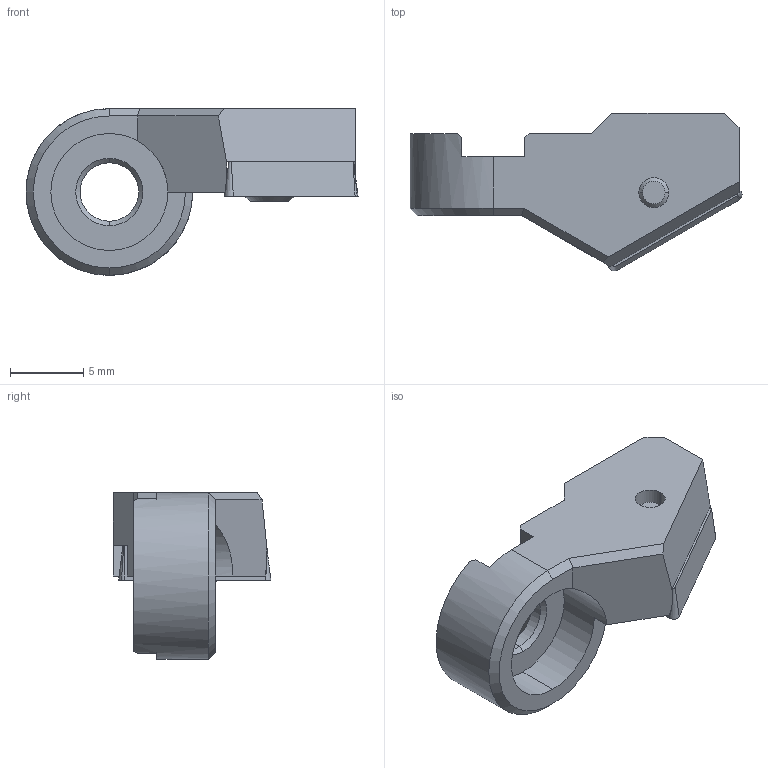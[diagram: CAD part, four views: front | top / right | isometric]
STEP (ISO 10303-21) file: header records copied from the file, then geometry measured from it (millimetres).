
FILE_DESCRIPTION(('no description'),'unknown implementation level');
FILE_NAME('D8DAE82E-2DFA-4861-B519-DBAB73620AE5_export.stp',' ',('CIMSOURCE GmbH'),('CADClick - KiM GmbH - www.kimweb.de'),'unknown preprocess','ACIS','unknown authorization');
FILE_SCHEMA(('automotive_design'));
Length unit declared in the file: millimetre
Products named in the file (3): 626.432 Kaiser ENH3 TC11 30�|694.122 Kaiser ETL M2.5x6.5 T7 IP 10S_309.301;Kreismuster1; 626.432 Kaiser ENH3 TC11 30�|655.383 Kaiser TCGT 110204 K10C;Kombinieren1; 626.432 Kaiser ENH3 TC11 30�|626.432 Kaiser ENH3 TC11 30�;Draft1
Bounding box: 22.7 x 10.79 x 11.4 mm (x, y, z)
Volume: 895.9 mm3; surface area: 1085.9 mm2
Topology: 3 solids, 3 shells, 94 faces, 236 edges, 149 vertices
Faces by surface type: plane 35, cylinder 32, cone 23, torus 4
Entity records: 5600 total; most frequent: DIRECTION 536, CARTESIAN_POINT 498, STYLED_ITEM 482, PRESENTATION_STYLE_ASSIGNMENT 482, COLOUR_RGB 482, ORIENTED_EDGE 472, EDGE_CURVE 236, CURVE_STYLE 236
